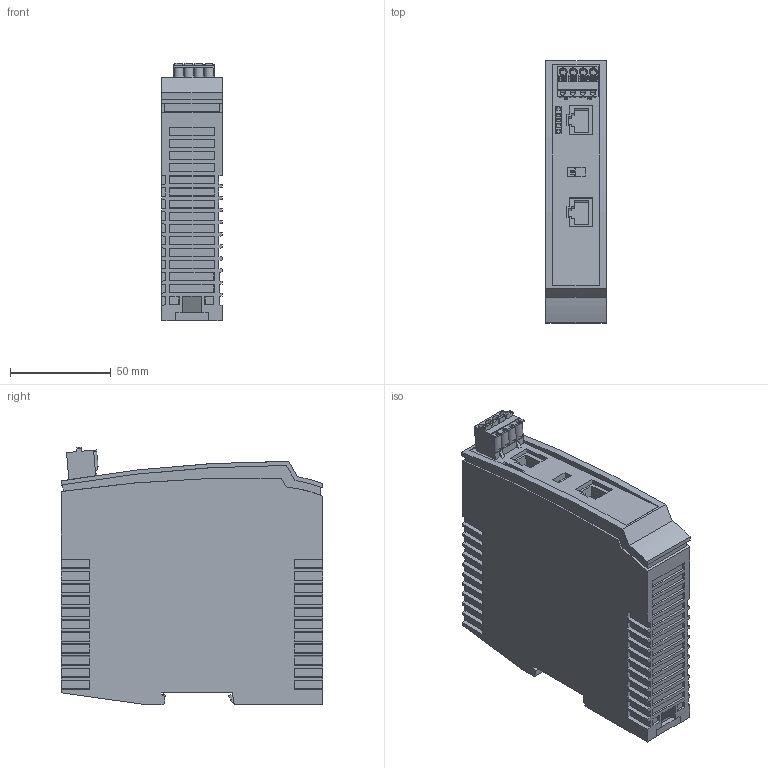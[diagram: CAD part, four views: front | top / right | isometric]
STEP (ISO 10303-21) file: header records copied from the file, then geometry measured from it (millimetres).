
FILE_DESCRIPTION(('Creo Elements/Direct Modeling STEP Export'),'2;1');
FILE_NAME('model.stp','2018-11-21T 0:06:33',(''),(''),'Creo Elements/Direct Modeling STEP processor for AP214 (Solid Model)','Creo Elements/Direct Modeling 18.1I 14-Aug-2016 (C) Parametric Technology GmbH','');
FILE_SCHEMA(('AUTOMOTIVE_DESIGN { 1 0 10303 214 1 1 1 1 }'));
Length unit declared in the file: millimetre
Products named in the file (2): INJ_1...-select
Assembly tree (1 placements, depth 2):
  INJ_1...-select
    INJ_1...-select
Bounding box: 30.2 x 130.01 x 127.99 mm (x, y, z)
Volume: 425856.2 mm3; surface area: 55376.5 mm2
Topology: 1 solids, 1 shells, 650 faces, 1737 edges, 1140 vertices
Faces by surface type: plane 598, cylinder 44, cone 8
Entity records: 24933 total; most frequent: CARTESIAN_POINT 3638, ORIENTED_EDGE 3474, DIRECTION 3027, EDGE_CURVE 1737, VECTOR 1589, LINE 1589, VERTEX_POINT 1140, AXIS2_PLACEMENT_3D 719
